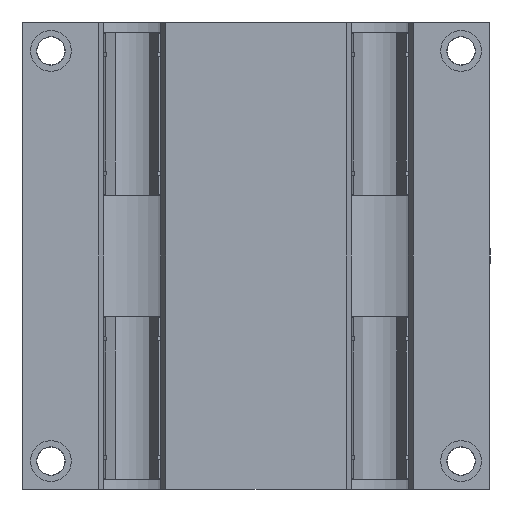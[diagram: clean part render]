
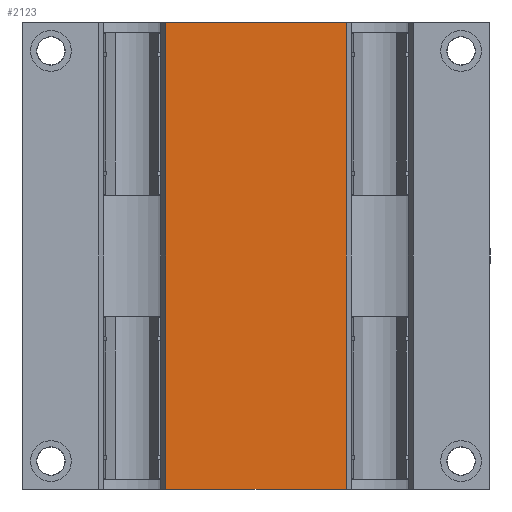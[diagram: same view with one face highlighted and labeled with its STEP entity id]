
A CAD part, front view. The second image highlights one B-rep face of the part: STEP entity #2123.
In plain terms, the highlighted planar face has unit normal (0, -1, 0).
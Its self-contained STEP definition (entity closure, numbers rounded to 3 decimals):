
#181=PLANE('',#2448);
#312=FACE_OUTER_BOUND('',#486,.T.);
#486=EDGE_LOOP('',(#1815,#1816,#1817,#1818));
#606=LINE('',#3872,#739);
#619=LINE('',#3901,#752);
#620=LINE('',#3904,#753);
#621=LINE('',#3905,#754);
#739=VECTOR('',#3032,10.);
#752=VECTOR('',#3059,10.);
#753=VECTOR('',#3062,10.);
#754=VECTOR('',#3063,10.);
#1062=VERTEX_POINT('',#3869);
#1063=VERTEX_POINT('',#3871);
#1072=VERTEX_POINT('',#3899);
#1073=VERTEX_POINT('',#3903);
#1319=EDGE_CURVE('',#1063,#1062,#606,.T.);
#1334=EDGE_CURVE('',#1072,#1062,#619,.T.);
#1335=EDGE_CURVE('',#1072,#1073,#620,.T.);
#1336=EDGE_CURVE('',#1073,#1063,#621,.T.);
#1815=ORIENTED_EDGE('',*,*,#1335,.T.);
#1816=ORIENTED_EDGE('',*,*,#1336,.T.);
#1817=ORIENTED_EDGE('',*,*,#1319,.T.);
#1818=ORIENTED_EDGE('',*,*,#1334,.F.);
#2123=ADVANCED_FACE('',(#312),#181,.T.);
#2448=AXIS2_PLACEMENT_3D('',#3902,#3060,#3061);
#3032=DIRECTION('',(1.,0.,0.));
#3059=DIRECTION('',(0.,0.,-1.));
#3060=DIRECTION('center_axis',(0.,-1.,0.));
#3061=DIRECTION('ref_axis',(0.,0.,-1.));
#3062=DIRECTION('',(-1.,0.,0.));
#3063=DIRECTION('',(0.,0.,-1.));
#3869=CARTESIAN_POINT('',(44.494,-38.5,-115.));
#3871=CARTESIAN_POINT('',(-44.494,-38.5,-115.));
#3872=CARTESIAN_POINT('',(44.494,-38.5,-115.));
#3899=CARTESIAN_POINT('',(44.494,-38.5,115.));
#3901=CARTESIAN_POINT('',(44.494,-38.5,0.));
#3902=CARTESIAN_POINT('Origin',(44.494,-38.5,0.));
#3903=CARTESIAN_POINT('',(-44.494,-38.5,115.));
#3904=CARTESIAN_POINT('',(44.494,-38.5,115.));
#3905=CARTESIAN_POINT('',(-44.494,-38.5,0.));
